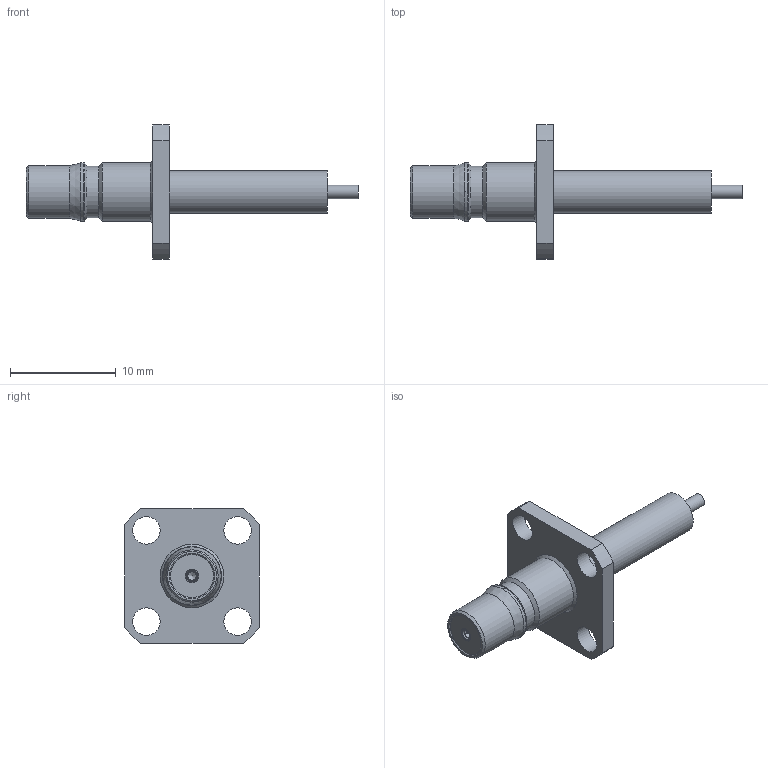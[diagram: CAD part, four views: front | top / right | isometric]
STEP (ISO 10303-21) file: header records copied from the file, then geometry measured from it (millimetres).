
FILE_DESCRIPTION (( 'STEP AP203' ), '1' );
FILE_NAME ('R123.415.000 B.STEP', '2012-03-07T06:11:40', ( 'Radiall' ), ( '' ), 'SwSTEP 2.0', 'SolidWorks 2011', '' );
FILE_SCHEMA (( 'CONFIG_CONTROL_DESIGN' ));
Length unit declared in the file: millimetre
Products named in the file (1): R123.415.000 B
Bounding box: 31.45 x 12.7 x 12.7 mm (x, y, z)
Volume: 660.2 mm3; surface area: 817.3 mm2
Topology: 1 solids, 1 shells, 57 faces, 139 edges, 89 vertices
Faces by surface type: plane 20, cylinder 17, cone 16, bspline 4
Full cylindrical faces by diameter (mm): 0.95 x1, 1.275 x1, 1.29 x1, 2.6 x4, 4.06 x1, 4.1 x1, 4.9 x1, 4.95 x1, 5.52 x1, 5.57 x1
Entity records: 1688 total; most frequent: CARTESIAN_POINT 413, DIRECTION 251, ORIENTED_EDGE 218, AXIS2_PLACEMENT_3D 112, EDGE_CURVE 109, EDGE_LOOP 91, VERTEX_POINT 82, FACE_OUTER_BOUND 69
